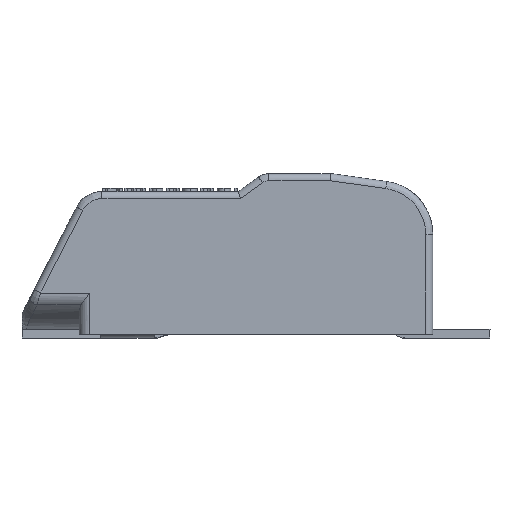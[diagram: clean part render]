
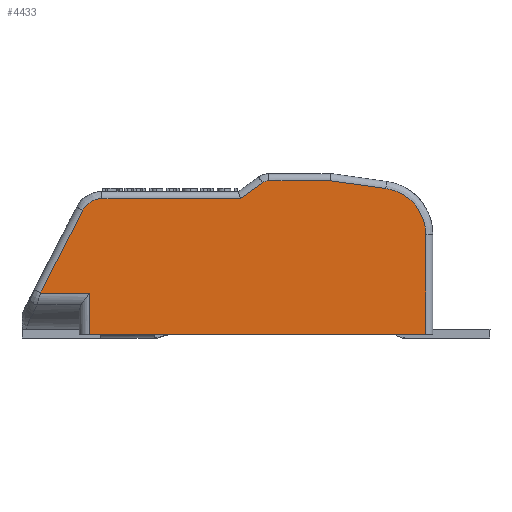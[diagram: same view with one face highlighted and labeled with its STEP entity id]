
A CAD part, top view. The second image highlights one B-rep face of the part: STEP entity #4433.
In plain terms, the highlighted planar face has unit normal (0, 0, 1).
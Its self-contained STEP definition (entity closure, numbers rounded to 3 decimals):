
#171 = LINE ( 'NONE', #11486, #9340 ) ;
#367 = CARTESIAN_POINT ( 'NONE',  ( 4.592, 3.826, 3.95 ) ) ;
#531 = EDGE_CURVE ( 'NONE', #12110, #12808, #10837, .T. ) ;
#532 = EDGE_CURVE ( 'NONE', #12808, #11323, #11268, .T. ) ;
#546 = CARTESIAN_POINT ( 'NONE',  ( 0.738, 4.181, 3.95 ) ) ;
#775 = AXIS2_PLACEMENT_3D ( 'NONE', #2590, #8240, #4872 ) ;
#873 = LINE ( 'NONE', #14021, #1158 ) ;
#989 = DIRECTION ( 'NONE',  ( 0.814, 0.581, 0. ) ) ;
#1158 = VECTOR ( 'NONE', #989, 1000. ) ;
#1181 = CARTESIAN_POINT ( 'NONE',  ( 5.037, 3.426, 3.95 ) ) ;
#1338 = CARTESIAN_POINT ( 'NONE',  ( 4.678, 3.774, 3.95 ) ) ;
#1390 = CARTESIAN_POINT ( 'NONE',  ( -5.79, 3.7, 3.95 ) ) ;
#1397 = B_SPLINE_CURVE_WITH_KNOTS ( 'NONE', 3,
 ( #11540, #12675, #546, #5984 ),
 .UNSPECIFIED., .F., .F.,
 ( 4, 4 ),
 ( 0., 1. ),
 .UNSPECIFIED. ) ;
#1512 = CARTESIAN_POINT ( 'NONE',  ( 5.25, 2.696, 3.95 ) ) ;
#1572 = VERTEX_POINT ( 'NONE', #12598 ) ;
#1789 = DIRECTION ( 'NONE',  ( -0.456, -0.89, 0. ) ) ;
#2017 = CARTESIAN_POINT ( 'NONE',  ( -5.533, 1.058, 3.95 ) ) ;
#2225 = CARTESIAN_POINT ( 'NONE',  ( 5.185, 3.101, 3.95 ) ) ;
#2292 = VERTEX_POINT ( 'NONE', #6750 ) ;
#2300 = ORIENTED_EDGE ( 'NONE', *, *, #6137, .T. ) ;
#2404 = DIRECTION ( 'NONE',  ( 1., 0., 0. ) ) ;
#2411 = CARTESIAN_POINT ( 'NONE',  ( 4.627, 3.806, 3.95 ) ) ;
#2590 = CARTESIAN_POINT ( 'NONE',  ( 0., 3.9, 3.95 ) ) ;
#2616 = EDGE_CURVE ( 'NONE', #11323, #13543, #3408, .T. ) ;
#3109 = VECTOR ( 'NONE', #14005, 1000. ) ;
#3142 = VECTOR ( 'NONE', #9897, 1000. ) ;
#3408 = LINE ( 'NONE', #13449, #3142 ) ;
#3416 = DIRECTION ( 'NONE',  ( 1., 0., 0. ) ) ;
#3645 = CARTESIAN_POINT ( 'NONE',  ( 5.197, 3.065, 3.95 ) ) ;
#3703 = CARTESIAN_POINT ( 'NONE',  ( -4.22, 3.554, 3.95 ) ) ;
#3719 = EDGE_CURVE ( 'NONE', #1572, #5546, #171, .T. ) ;
#3744 = CARTESIAN_POINT ( 'NONE',  ( 5.212, 3.011, 3.95 ) ) ;
#3819 = PLANE ( 'NONE',  #775 ) ;
#4361 = CARTESIAN_POINT ( 'NONE',  ( -4.15, 3.9, 3.95 ) ) ;
#4366 = VECTOR ( 'NONE', #3416, 1000. ) ;
#4433 = ADVANCED_FACE ( 'NONE', ( #11697 ), #3819, .T. ) ;
#4439 = LINE ( 'NONE', #4361, #8995 ) ;
#4872 = DIRECTION ( 'NONE',  ( 1., 0., 0. ) ) ;
#4892 = CARTESIAN_POINT ( 'NONE',  ( 4.573, 3.836, 3.95 ) ) ;
#5060 = VERTEX_POINT ( 'NONE', #13520 ) ;
#5438 = DIRECTION ( 'NONE',  ( 0., -1., 0. ) ) ;
#5546 = VERTEX_POINT ( 'NONE', #2017 ) ;
#5564 = CARTESIAN_POINT ( 'NONE',  ( 5.118, 3.288, 3.95 ) ) ;
#5672 = B_SPLINE_CURVE_WITH_KNOTS ( 'NONE', 3,
 ( #12179, #8121, #6887, #3703, #9177, #13323 ),
 .UNSPECIFIED., .F., .F.,
 ( 4, 2, 4 ),
 ( 0., 0.5, 1. ),
 .UNSPECIFIED. ) ;
#5763 = CARTESIAN_POINT ( 'NONE',  ( 0.064, 3.7, 3.95 ) ) ;
#5776 = EDGE_CURVE ( 'NONE', #2292, #13990, #4439, .T. ) ;
#5833 = EDGE_CURVE ( 'NONE', #9184, #8458, #9021, .T. ) ;
#5915 = CARTESIAN_POINT ( 'NONE',  ( 4.423, 3.916, 3.95 ) ) ;
#5942 = ORIENTED_EDGE ( 'NONE', *, *, #531, .T. ) ;
#5984 = CARTESIAN_POINT ( 'NONE',  ( 0.686, 4.144, 3.95 ) ) ;
#5986 = CARTESIAN_POINT ( 'NONE',  ( 5.25, 2.696, 3.95 ) ) ;
#6137 = EDGE_CURVE ( 'NONE', #5546, #2292, #9660, .T. ) ;
#6671 = ORIENTED_EDGE ( 'NONE', *, *, #532, .T. ) ;
#6750 = CARTESIAN_POINT ( 'NONE',  ( -4.15, 1.058, 3.95 ) ) ;
#6821 = ORIENTED_EDGE ( 'NONE', *, *, #7872, .T. ) ;
#6873 = ORIENTED_EDGE ( 'NONE', *, *, #13946, .T. ) ;
#6887 = CARTESIAN_POINT ( 'NONE',  ( -4.028, 3.67, 3.95 ) ) ;
#7010 = ORIENTED_EDGE ( 'NONE', *, *, #13741, .T. ) ;
#7185 = ORIENTED_EDGE ( 'NONE', *, *, #14017, .T. ) ;
#7291 = CARTESIAN_POINT ( 'NONE',  ( 0.686, 4.144, 3.95 ) ) ;
#7602 = CARTESIAN_POINT ( 'NONE',  ( -4.15, -0.1, 3.95 ) ) ;
#7688 = CARTESIAN_POINT ( 'NONE',  ( 4.131, 3.983, 3.95 ) ) ;
#7731 = ORIENTED_EDGE ( 'NONE', *, *, #2616, .T. ) ;
#7872 = EDGE_CURVE ( 'NONE', #9184, #1572, #5672, .T. ) ;
#8007 = EDGE_LOOP ( 'NONE', ( #7010, #5942, #6671, #7731, #7185, #6873, #11549, #8117, #6821, #12208, #2300, #9055 ) ) ;
#8074 = LINE ( 'NONE', #12847, #3109 ) ;
#8117 = ORIENTED_EDGE ( 'NONE', *, *, #5833, .F. ) ;
#8121 = CARTESIAN_POINT ( 'NONE',  ( -3.923, 3.7, 3.95 ) ) ;
#8240 = DIRECTION ( 'NONE',  ( 0., 0., 1. ) ) ;
#8458 = VERTEX_POINT ( 'NONE', #5763 ) ;
#8510 = CARTESIAN_POINT ( 'NONE',  ( -3.811, 3.7, 3.95 ) ) ;
#8917 = CARTESIAN_POINT ( 'NONE',  ( 5.18, 3.117, 3.95 ) ) ;
#8995 = VECTOR ( 'NONE', #5438, 1000. ) ;
#9021 = LINE ( 'NONE', #1390, #4366 ) ;
#9055 = ORIENTED_EDGE ( 'NONE', *, *, #5776, .T. ) ;
#9114 = DIRECTION ( 'NONE',  ( 0., 1., 0. ) ) ;
#9177 = CARTESIAN_POINT ( 'NONE',  ( -4.293, 3.475, 3.95 ) ) ;
#9184 = VERTEX_POINT ( 'NONE', #8510 ) ;
#9234 = VERTEX_POINT ( 'NONE', #7291 ) ;
#9340 = VECTOR ( 'NONE', #1789, 1000. ) ;
#9596 = VECTOR ( 'NONE', #2404, 1000. ) ;
#9660 = LINE ( 'NONE', #13264, #9596 ) ;
#9827 = DIRECTION ( 'NONE',  ( -1., 0., 0. ) ) ;
#9897 = DIRECTION ( 'NONE',  ( -0.99, 0.139, 0. ) ) ;
#9903 = CARTESIAN_POINT ( 'NONE',  ( 5.25, -0.1, 3.95 ) ) ;
#10080 = CARTESIAN_POINT ( 'NONE',  ( 5.25, 2.771, 3.95 ) ) ;
#10172 = CARTESIAN_POINT ( 'NONE',  ( 4.281, 3.962, 3.95 ) ) ;
#10608 = VECTOR ( 'NONE', #9114, 1000. ) ;
#10773 = CARTESIAN_POINT ( 'NONE',  ( 0., 4.2, 3.95 ) ) ;
#10837 = LINE ( 'NONE', #13271, #10608 ) ;
#11224 = EDGE_CURVE ( 'NONE', #8458, #9234, #873, .T. ) ;
#11268 = B_SPLINE_CURVE_WITH_KNOTS ( 'NONE', 3,
 ( #1512, #10080, #12128, #3744, #3645, #2225, #8917, #5564, #1181, #13172, #13467, #1338, #2411, #367, #4892, #5915, #10172, #7688 ),
 .UNSPECIFIED., .F., .F.,
 ( 4, 1, 1, 2, 2, 2, 1, 1, 2, 2, 4 ),
 ( 0., 0.125, 0.187, 0.219, 0.25, 0.5, 0.625, 0.687, 0.719, 0.75, 1. ),
 .UNSPECIFIED. ) ;
#11323 = VERTEX_POINT ( 'NONE', #13364 ) ;
#11486 = CARTESIAN_POINT ( 'NONE',  ( -4.345, 3.374, 3.95 ) ) ;
#11540 = CARTESIAN_POINT ( 'NONE',  ( 0.86, 4.2, 3.95 ) ) ;
#11549 = ORIENTED_EDGE ( 'NONE', *, *, #11224, .F. ) ;
#11697 = FACE_OUTER_BOUND ( 'NONE', #8007, .T. ) ;
#12078 = CARTESIAN_POINT ( 'NONE',  ( 2.586, 4.2, 3.95 ) ) ;
#12110 = VERTEX_POINT ( 'NONE', #9903 ) ;
#12128 = CARTESIAN_POINT ( 'NONE',  ( 5.24, 2.883, 3.95 ) ) ;
#12179 = CARTESIAN_POINT ( 'NONE',  ( -3.811, 3.7, 3.95 ) ) ;
#12208 = ORIENTED_EDGE ( 'NONE', *, *, #3719, .T. ) ;
#12598 = CARTESIAN_POINT ( 'NONE',  ( -4.345, 3.374, 3.95 ) ) ;
#12675 = CARTESIAN_POINT ( 'NONE',  ( 0.796, 4.2, 3.95 ) ) ;
#12808 = VERTEX_POINT ( 'NONE', #5986 ) ;
#12847 = CARTESIAN_POINT ( 'NONE',  ( 0., -0.1, 3.95 ) ) ;
#12964 = VECTOR ( 'NONE', #9827, 1000. ) ;
#13172 = CARTESIAN_POINT ( 'NONE',  ( 4.878, 3.609, 3.95 ) ) ;
#13264 = CARTESIAN_POINT ( 'NONE',  ( 0., 1.058, 3.95 ) ) ;
#13271 = CARTESIAN_POINT ( 'NONE',  ( 5.25, 3.9, 3.95 ) ) ;
#13323 = CARTESIAN_POINT ( 'NONE',  ( -4.345, 3.374, 3.95 ) ) ;
#13364 = CARTESIAN_POINT ( 'NONE',  ( 4.131, 3.983, 3.95 ) ) ;
#13377 = LINE ( 'NONE', #10773, #12964 ) ;
#13449 = CARTESIAN_POINT ( 'NONE',  ( 4.131, 3.983, 3.95 ) ) ;
#13467 = CARTESIAN_POINT ( 'NONE',  ( 4.792, 3.692, 3.95 ) ) ;
#13520 = CARTESIAN_POINT ( 'NONE',  ( 0.86, 4.2, 3.95 ) ) ;
#13543 = VERTEX_POINT ( 'NONE', #12078 ) ;
#13741 = EDGE_CURVE ( 'NONE', #13990, #12110, #8074, .T. ) ;
#13946 = EDGE_CURVE ( 'NONE', #5060, #9234, #1397, .T. ) ;
#13990 = VERTEX_POINT ( 'NONE', #7602 ) ;
#14005 = DIRECTION ( 'NONE',  ( 1., 0., 0. ) ) ;
#14017 = EDGE_CURVE ( 'NONE', #13543, #5060, #13377, .T. ) ;
#14021 = CARTESIAN_POINT ( 'NONE',  ( -5.292, -0.126, 3.95 ) ) ;
